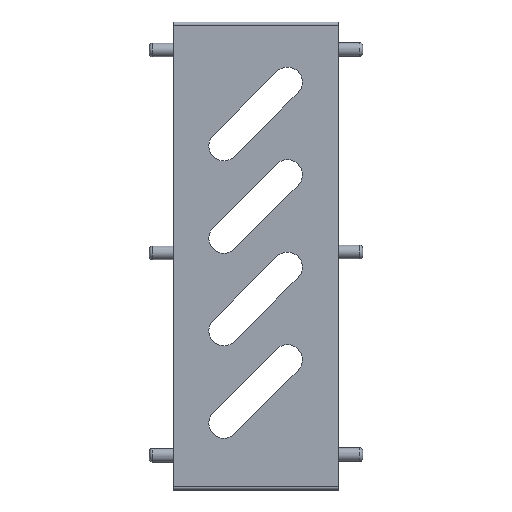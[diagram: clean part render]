
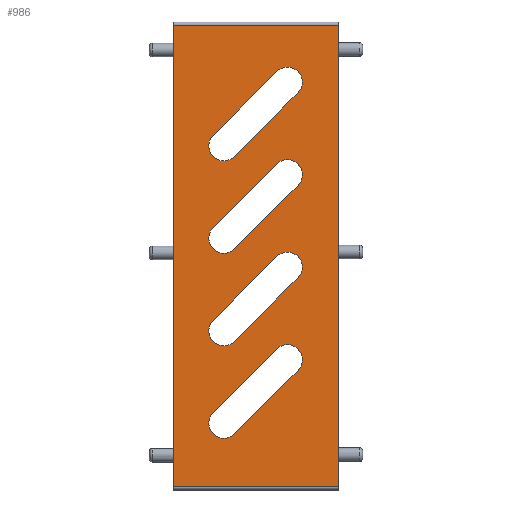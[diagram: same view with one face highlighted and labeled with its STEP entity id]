
A CAD part, left-side view. The second image highlights one B-rep face of the part: STEP entity #986.
In plain terms, the highlighted planar face has unit normal (-1, 0, 0).
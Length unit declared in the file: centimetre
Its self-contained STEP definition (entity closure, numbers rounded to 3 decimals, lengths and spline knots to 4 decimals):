
#33=LINE($,#1496,#91);
#37=LINE($,#1507,#95);
#41=LINE($,#1520,#99);
#45=LINE($,#1531,#103);
#49=LINE($,#1544,#107);
#53=LINE($,#1555,#111);
#57=LINE($,#1568,#115);
#61=LINE($,#1579,#119);
#65=LINE($,#1664,#123);
#66=LINE($,#1666,#124);
#67=LINE($,#1668,#125);
#68=LINE($,#1669,#126);
#91=VECTOR($,#1214,3.);
#95=VECTOR($,#1226,3.);
#99=VECTOR($,#1238,3.);
#103=VECTOR($,#1250,3.);
#107=VECTOR($,#1262,3.);
#111=VECTOR($,#1274,3.);
#115=VECTOR($,#1286,3.);
#119=VECTOR($,#1298,3.);
#123=VECTOR($,#1318,15.39);
#124=VECTOR($,#1319,5.5);
#125=VECTOR($,#1320,15.39);
#126=VECTOR($,#1321,5.5);
#162=PLANE($,#1085);
#205=FACE_BOUND($,#327,.T.);
#206=FACE_BOUND($,#328,.T.);
#207=FACE_BOUND($,#329,.T.);
#208=FACE_BOUND($,#330,.T.);
#256=FACE_OUTER_BOUND($,#326,.T.);
#326=EDGE_LOOP($,(#775,#776,#777,#778));
#327=EDGE_LOOP($,(#779,#780,#781,#782));
#328=EDGE_LOOP($,(#783,#784,#785,#786));
#329=EDGE_LOOP($,(#787,#788,#789,#790));
#330=EDGE_LOOP($,(#791,#792,#793,#794));
#379=CIRCLE($,#1047,0.5);
#381=CIRCLE($,#1051,0.5);
#383=CIRCLE($,#1055,0.5);
#385=CIRCLE($,#1059,0.5);
#387=CIRCLE($,#1063,0.5);
#389=CIRCLE($,#1067,0.5);
#391=CIRCLE($,#1071,0.5);
#393=CIRCLE($,#1075,0.5);
#447=VERTEX_POINT($,#1486);
#448=VERTEX_POINT($,#1487);
#451=VERTEX_POINT($,#1495);
#453=VERTEX_POINT($,#1501);
#455=VERTEX_POINT($,#1510);
#456=VERTEX_POINT($,#1511);
#459=VERTEX_POINT($,#1519);
#461=VERTEX_POINT($,#1525);
#463=VERTEX_POINT($,#1534);
#464=VERTEX_POINT($,#1535);
#467=VERTEX_POINT($,#1543);
#469=VERTEX_POINT($,#1549);
#471=VERTEX_POINT($,#1558);
#472=VERTEX_POINT($,#1559);
#475=VERTEX_POINT($,#1567);
#477=VERTEX_POINT($,#1573);
#486=VERTEX_POINT($,#1662);
#487=VERTEX_POINT($,#1663);
#488=VERTEX_POINT($,#1665);
#489=VERTEX_POINT($,#1667);
#547=EDGE_CURVE($,#447,#448,#379,.T.);
#551=EDGE_CURVE($,#448,#451,#33,.T.);
#554=EDGE_CURVE($,#451,#453,#381,.T.);
#557=EDGE_CURVE($,#453,#447,#37,.T.);
#559=EDGE_CURVE($,#455,#456,#383,.T.);
#563=EDGE_CURVE($,#456,#459,#41,.T.);
#566=EDGE_CURVE($,#459,#461,#385,.T.);
#569=EDGE_CURVE($,#461,#455,#45,.T.);
#571=EDGE_CURVE($,#463,#464,#387,.T.);
#575=EDGE_CURVE($,#464,#467,#49,.T.);
#578=EDGE_CURVE($,#467,#469,#389,.T.);
#581=EDGE_CURVE($,#469,#463,#53,.T.);
#583=EDGE_CURVE($,#471,#472,#391,.T.);
#587=EDGE_CURVE($,#472,#475,#57,.T.);
#590=EDGE_CURVE($,#475,#477,#393,.T.);
#593=EDGE_CURVE($,#477,#471,#61,.T.);
#604=EDGE_CURVE($,#486,#487,#65,.F.);
#605=EDGE_CURVE($,#488,#487,#66,.T.);
#606=EDGE_CURVE($,#489,#488,#67,.T.);
#607=EDGE_CURVE($,#486,#489,#68,.T.);
#775=ORIENTED_EDGE($,*,*,#604,.T.);
#776=ORIENTED_EDGE($,*,*,#605,.F.);
#777=ORIENTED_EDGE($,*,*,#606,.F.);
#778=ORIENTED_EDGE($,*,*,#607,.F.);
#779=ORIENTED_EDGE($,*,*,#554,.T.);
#780=ORIENTED_EDGE($,*,*,#557,.T.);
#781=ORIENTED_EDGE($,*,*,#547,.T.);
#782=ORIENTED_EDGE($,*,*,#551,.T.);
#783=ORIENTED_EDGE($,*,*,#566,.T.);
#784=ORIENTED_EDGE($,*,*,#569,.T.);
#785=ORIENTED_EDGE($,*,*,#559,.T.);
#786=ORIENTED_EDGE($,*,*,#563,.T.);
#787=ORIENTED_EDGE($,*,*,#578,.T.);
#788=ORIENTED_EDGE($,*,*,#581,.T.);
#789=ORIENTED_EDGE($,*,*,#571,.T.);
#790=ORIENTED_EDGE($,*,*,#575,.T.);
#791=ORIENTED_EDGE($,*,*,#590,.T.);
#792=ORIENTED_EDGE($,*,*,#593,.T.);
#793=ORIENTED_EDGE($,*,*,#583,.T.);
#794=ORIENTED_EDGE($,*,*,#587,.T.);
#986=ADVANCED_FACE($,(#256,#205,#206,#207,#208),#162,.F.);
#1047=AXIS2_PLACEMENT_3D($,#1488,#1206,#1207);
#1051=AXIS2_PLACEMENT_3D($,#1502,#1219,#1220);
#1055=AXIS2_PLACEMENT_3D($,#1512,#1230,#1231);
#1059=AXIS2_PLACEMENT_3D($,#1526,#1243,#1244);
#1063=AXIS2_PLACEMENT_3D($,#1536,#1254,#1255);
#1067=AXIS2_PLACEMENT_3D($,#1550,#1267,#1268);
#1071=AXIS2_PLACEMENT_3D($,#1560,#1278,#1279);
#1075=AXIS2_PLACEMENT_3D($,#1574,#1291,#1292);
#1085=AXIS2_PLACEMENT_3D($,#1661,#1316,#1317);
#1206=DIRECTION('center_axis',(1.,0.,0.));
#1207=DIRECTION('ref_axis',(0.,1.,0.));
#1214=DIRECTION($,(0.,-0.707,0.707));
#1219=DIRECTION('center_axis',(1.,0.,0.));
#1220=DIRECTION('ref_axis',(0.,0.,1.));
#1226=DIRECTION($,(0.,0.707,-0.707));
#1230=DIRECTION('center_axis',(1.,0.,0.));
#1231=DIRECTION('ref_axis',(0.,1.,0.));
#1238=DIRECTION($,(0.,-0.707,0.707));
#1243=DIRECTION('center_axis',(1.,0.,0.));
#1244=DIRECTION('ref_axis',(0.,0.,1.));
#1250=DIRECTION($,(0.,0.707,-0.707));
#1254=DIRECTION('center_axis',(1.,0.,0.));
#1255=DIRECTION('ref_axis',(0.,1.,0.));
#1262=DIRECTION($,(0.,-0.707,0.707));
#1267=DIRECTION('center_axis',(1.,0.,0.));
#1268=DIRECTION('ref_axis',(0.,0.,1.));
#1274=DIRECTION($,(0.,0.707,-0.707));
#1278=DIRECTION('center_axis',(1.,0.,0.));
#1279=DIRECTION('ref_axis',(0.,1.,0.));
#1286=DIRECTION($,(0.,-0.707,0.707));
#1291=DIRECTION('center_axis',(1.,0.,0.));
#1292=DIRECTION('ref_axis',(0.,0.,1.));
#1298=DIRECTION($,(0.,0.707,-0.707));
#1316=DIRECTION('center_axis',(1.,0.,0.));
#1317=DIRECTION('ref_axis',(0.,0.,-1.));
#1318=DIRECTION($,(0.,0.,1.));
#1319=DIRECTION($,(0.,1.,0.));
#1320=DIRECTION($,(0.,0.,-1.));
#1321=DIRECTION($,(0.,-1.,0.));
#1486=CARTESIAN_POINT('',(-13.1904,10.2154,11.3111));
#1487=CARTESIAN_POINT('',(-13.1904,10.9225,12.0182));
#1488=CARTESIAN_POINT('Origin',(-13.1904,10.569,11.6647));
#1495=CARTESIAN_POINT('',(-13.1904,8.8012,14.1396));
#1496=CARTESIAN_POINT($,(-13.1904,11.1768,11.764));
#1501=CARTESIAN_POINT('',(-13.1904,8.0941,13.4325));
#1502=CARTESIAN_POINT('Origin',(-13.1904,8.4477,13.786));
#1507=CARTESIAN_POINT($,(-13.1904,10.4697,11.0569));
#1510=CARTESIAN_POINT('',(-13.1904,10.2154,5.1506));
#1511=CARTESIAN_POINT('',(-13.1904,10.9225,5.8577));
#1512=CARTESIAN_POINT('Origin',(-13.1904,10.569,5.5041));
#1519=CARTESIAN_POINT('',(-13.1904,8.8012,7.979));
#1520=CARTESIAN_POINT($,(-13.1904,9.6366,7.1436));
#1525=CARTESIAN_POINT('',(-13.1904,8.0941,7.2719));
#1526=CARTESIAN_POINT('Origin',(-13.1904,8.4477,7.6255));
#1531=CARTESIAN_POINT($,(-13.1904,8.9295,6.4365));
#1534=CARTESIAN_POINT('',(-13.1904,10.2154,8.2309));
#1535=CARTESIAN_POINT('',(-13.1904,10.9225,8.938));
#1536=CARTESIAN_POINT('Origin',(-13.1904,10.569,8.5844));
#1543=CARTESIAN_POINT('',(-13.1904,8.8012,11.0593));
#1544=CARTESIAN_POINT($,(-13.1904,10.4067,9.4538));
#1549=CARTESIAN_POINT('',(-13.1904,8.0941,10.3522));
#1550=CARTESIAN_POINT('Origin',(-13.1904,8.4477,10.7057));
#1555=CARTESIAN_POINT($,(-13.1904,9.6996,8.7467));
#1558=CARTESIAN_POINT('',(-13.1904,10.2154,2.0703));
#1559=CARTESIAN_POINT('',(-13.1904,10.9225,2.7774));
#1560=CARTESIAN_POINT('Origin',(-13.1904,10.569,2.4239));
#1567=CARTESIAN_POINT('',(-13.1904,8.8012,4.8987));
#1568=CARTESIAN_POINT($,(-13.1904,8.8666,4.8334));
#1573=CARTESIAN_POINT('',(-13.1904,8.0941,4.1916));
#1574=CARTESIAN_POINT('Origin',(-13.1904,8.4477,4.5452));
#1579=CARTESIAN_POINT($,(-13.1904,8.1595,4.1263));
#1661=CARTESIAN_POINT('Origin',(-13.1904,9.4947,7.4521));
#1662=CARTESIAN_POINT('',(-13.1904,12.2447,15.6921));
#1663=CARTESIAN_POINT('',(-13.1904,12.2447,0.3021));
#1664=CARTESIAN_POINT($,(-13.1904,12.2447,7.4521));
#1665=CARTESIAN_POINT('',(-13.1904,6.7447,0.3021));
#1666=CARTESIAN_POINT($,(-13.1904,9.4947,0.3021));
#1667=CARTESIAN_POINT('',(-13.1904,6.7447,15.6921));
#1668=CARTESIAN_POINT($,(-13.1904,6.7447,7.4521));
#1669=CARTESIAN_POINT($,(-13.1904,9.4947,15.6921));
